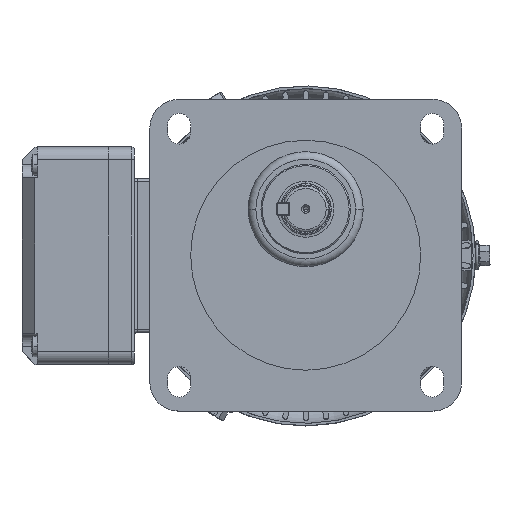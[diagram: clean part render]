
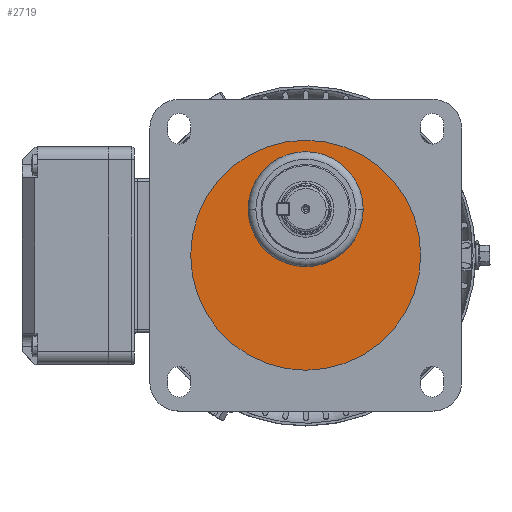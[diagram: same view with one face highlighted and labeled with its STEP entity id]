
A CAD part, top view. The second image highlights one B-rep face of the part: STEP entity #2719.
In plain terms, the highlighted face is planar.
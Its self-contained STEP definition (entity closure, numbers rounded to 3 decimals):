
#1262 = VERTEX_POINT ( 'NONE', #23935 ) ;
#1399 = EDGE_CURVE ( 'NONE', #1262, #1703, #23986, .T. ) ;
#1491 = VERTEX_POINT ( 'NONE', #24075 ) ;
#1492 = VERTEX_POINT ( 'NONE', #24080 ) ;
#1670 = EDGE_CURVE ( 'NONE', #1491, #1492, #24142, .T. ) ;
#1703 = VERTEX_POINT ( 'NONE', #24170 ) ;
#2719 = ADVANCED_FACE ( 'NONE', ( #24911, #24856 ), #24912, .T. ) ;
#4887 = ORIENTED_EDGE ( 'NONE', *, *, #1670, .T. ) ;
#4908 = AXIS2_PLACEMENT_3D ( 'NONE', #5004, #5001, #4999 ) ;
#4933 = ORIENTED_EDGE ( 'NONE', *, *, #40960, .T. ) ;
#4980 = EDGE_LOOP ( 'NONE', ( #4933, #4887 ) ) ;
#4999 = DIRECTION ( 'NONE',  ( 0., 0., -1. ) ) ;
#5001 = DIRECTION ( 'NONE',  ( 0., -1., 0. ) ) ;
#5004 = CARTESIAN_POINT ( 'NONE',  ( 0., 1.5, 0. ) ) ;
#5014 = CIRCLE ( 'NONE', #4908, 45. ) ;
#5020 = ORIENTED_EDGE ( 'NONE', *, *, #1399, .F. ) ;
#5100 = EDGE_CURVE ( 'NONE', #1703, #1262, #30863, .T. ) ;
#5180 = ORIENTED_EDGE ( 'NONE', *, *, #5100, .F. ) ;
#23935 = CARTESIAN_POINT ( 'NONE',  ( 18., 1.5, -22.5 ) ) ;
#23979 = AXIS2_PLACEMENT_3D ( 'NONE', #24035, #24034, #24032 ) ;
#23986 = CIRCLE ( 'NONE', #23979, 22.5 ) ;
#24032 = DIRECTION ( 'NONE',  ( 0., 0., -1. ) ) ;
#24034 = DIRECTION ( 'NONE',  ( 0., -1., 0. ) ) ;
#24035 = CARTESIAN_POINT ( 'NONE',  ( 18., 1.5, 0. ) ) ;
#24075 = CARTESIAN_POINT ( 'NONE',  ( 0., 1.5, 45. ) ) ;
#24080 = CARTESIAN_POINT ( 'NONE',  ( 0., 1.5, -45. ) ) ;
#24121 = DIRECTION ( 'NONE',  ( 0., 0., -1. ) ) ;
#24123 = DIRECTION ( 'NONE',  ( 0., -1., 0. ) ) ;
#24124 = CARTESIAN_POINT ( 'NONE',  ( 0., 1.5, 0. ) ) ;
#24131 = AXIS2_PLACEMENT_3D ( 'NONE', #24124, #24123, #24121 ) ;
#24142 = CIRCLE ( 'NONE', #24131, 45. ) ;
#24170 = CARTESIAN_POINT ( 'NONE',  ( 18., 1.5, 22.5 ) ) ;
#24856 = FACE_OUTER_BOUND ( 'NONE', #4980, .T. ) ;
#24865 = AXIS2_PLACEMENT_3D ( 'NONE', #24916, #24910, #24899 ) ;
#24899 = DIRECTION ( 'NONE',  ( 0., 0., -1. ) ) ;
#24910 = DIRECTION ( 'NONE',  ( 0., -1., 0. ) ) ;
#24911 = FACE_BOUND ( 'NONE', #40968, .T. ) ;
#24912 = PLANE ( 'NONE',  #24865 ) ;
#24916 = CARTESIAN_POINT ( 'NONE',  ( 0., 1.5, 0. ) ) ;
#30854 = DIRECTION ( 'NONE',  ( 0., 0., -1. ) ) ;
#30855 = DIRECTION ( 'NONE',  ( 0., -1., 0. ) ) ;
#30856 = CARTESIAN_POINT ( 'NONE',  ( 18., 1.5, 0. ) ) ;
#30857 = AXIS2_PLACEMENT_3D ( 'NONE', #30856, #30855, #30854 ) ;
#30863 = CIRCLE ( 'NONE', #30857, 22.5 ) ;
#40960 = EDGE_CURVE ( 'NONE', #1492, #1491, #5014, .T. ) ;
#40968 = EDGE_LOOP ( 'NONE', ( #5180, #5020 ) ) ;
